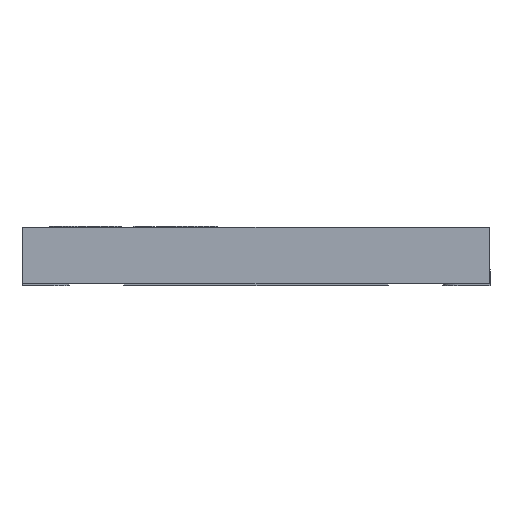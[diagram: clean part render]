
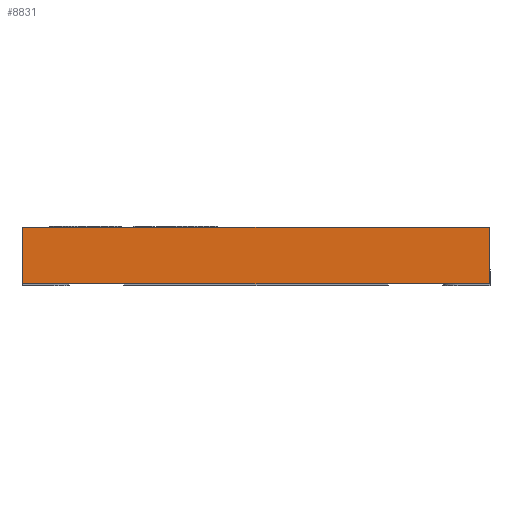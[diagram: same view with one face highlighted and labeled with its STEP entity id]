
A CAD part, front view. The second image highlights one B-rep face of the part: STEP entity #8831.
In plain terms, the highlighted planar face has unit normal (0, -1, 0).
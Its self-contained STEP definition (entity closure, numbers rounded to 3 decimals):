
#97 = ORIENTED_EDGE ( 'NONE', *, *, #2621, .T. ) ;
#172 = LINE ( 'NONE', #4578, #9360 ) ;
#454 = VECTOR ( 'NONE', #13967, 1000. ) ;
#917 = DIRECTION ( 'NONE',  ( 0., 0., -1. ) ) ;
#1089 = CARTESIAN_POINT ( 'NONE',  ( 3., -2.5, 0. ) ) ;
#1187 = CARTESIAN_POINT ( 'NONE',  ( 3., -2.5, 0.73 ) ) ;
#1456 = ORIENTED_EDGE ( 'NONE', *, *, #12397, .F. ) ;
#1554 = EDGE_CURVE ( 'NONE', #4548, #4860, #12910, .T. ) ;
#2416 = DIRECTION ( 'NONE',  ( 0., 1., 0. ) ) ;
#2621 = EDGE_CURVE ( 'NONE', #4860, #3644, #10923, .T. ) ;
#3509 = PLANE ( 'NONE',  #7752 ) ;
#3644 = VERTEX_POINT ( 'NONE', #1089 ) ;
#4201 = CARTESIAN_POINT ( 'NONE',  ( -3., -2.5, 0.73 ) ) ;
#4430 = CARTESIAN_POINT ( 'NONE',  ( -3., -2.5, 0.73 ) ) ;
#4548 = VERTEX_POINT ( 'NONE', #4430 ) ;
#4578 = CARTESIAN_POINT ( 'NONE',  ( -3., -2.5, 0.73 ) ) ;
#4741 = CARTESIAN_POINT ( 'NONE',  ( -3., -2.5, 0. ) ) ;
#4860 = VERTEX_POINT ( 'NONE', #4741 ) ;
#5497 = CARTESIAN_POINT ( 'NONE',  ( -3., -2.5, 0. ) ) ;
#5809 = ORIENTED_EDGE ( 'NONE', *, *, #6767, .F. ) ;
#5886 = VECTOR ( 'NONE', #917, 1000. ) ;
#6396 = CARTESIAN_POINT ( 'NONE',  ( 3., -2.5, 0.73 ) ) ;
#6723 = ORIENTED_EDGE ( 'NONE', *, *, #1554, .T. ) ;
#6767 = EDGE_CURVE ( 'NONE', #12389, #3644, #9500, .T. ) ;
#7325 = EDGE_LOOP ( 'NONE', ( #97, #5809, #1456, #6723 ) ) ;
#7752 = AXIS2_PLACEMENT_3D ( 'NONE', #12188, #2416, #11155 ) ;
#8686 = DIRECTION ( 'NONE',  ( 1., 0., 0. ) ) ;
#8831 = ADVANCED_FACE ( 'NONE', ( #13245 ), #3509, .F. ) ;
#9360 = VECTOR ( 'NONE', #8686, 1000. ) ;
#9500 = LINE ( 'NONE', #6396, #5886 ) ;
#9828 = DIRECTION ( 'NONE',  ( 1., 0., 0. ) ) ;
#10923 = LINE ( 'NONE', #5497, #11192 ) ;
#11155 = DIRECTION ( 'NONE',  ( 0., 0., 1. ) ) ;
#11192 = VECTOR ( 'NONE', #9828, 1000. ) ;
#12188 = CARTESIAN_POINT ( 'NONE',  ( -3., -2.5, 0.73 ) ) ;
#12389 = VERTEX_POINT ( 'NONE', #1187 ) ;
#12397 = EDGE_CURVE ( 'NONE', #4548, #12389, #172, .T. ) ;
#12910 = LINE ( 'NONE', #4201, #454 ) ;
#13245 = FACE_OUTER_BOUND ( 'NONE', #7325, .T. ) ;
#13967 = DIRECTION ( 'NONE',  ( 0., 0., -1. ) ) ;
